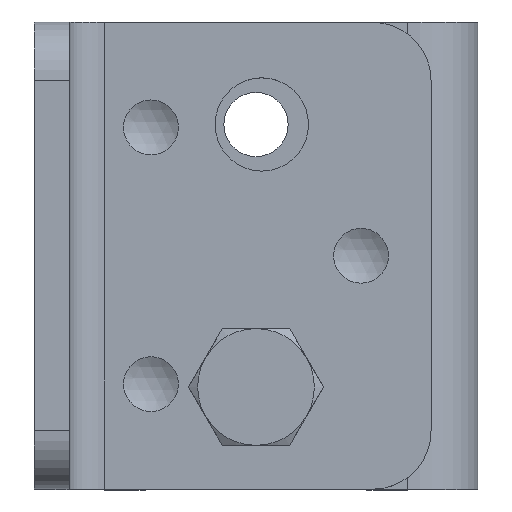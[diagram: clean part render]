
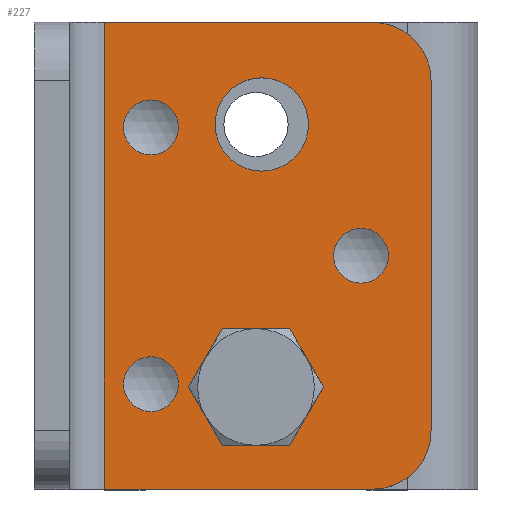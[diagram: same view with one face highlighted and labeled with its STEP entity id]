
A CAD part, top view. The second image highlights one B-rep face of the part: STEP entity #227.
In plain terms, the highlighted face is planar.
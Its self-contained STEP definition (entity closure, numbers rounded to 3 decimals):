
#227=ADVANCED_FACE('',(#464,#465,#466,#467,#468,#469),#470,.F.);
#464=FACE_OUTER_BOUND('',#762,.T.);
#465=FACE_BOUND('',#763,.T.);
#466=FACE_BOUND('',#764,.T.);
#467=FACE_BOUND('',#765,.T.);
#468=FACE_BOUND('',#766,.T.);
#469=FACE_BOUND('',#767,.T.);
#470=PLANE('',#768);
#762=EDGE_LOOP('',(#1177,#1178,#1179,#1180,#1181,#1182));
#763=EDGE_LOOP('',(#1183));
#764=EDGE_LOOP('',(#1184));
#765=EDGE_LOOP('',(#1185));
#766=EDGE_LOOP('',(#1186));
#767=EDGE_LOOP('',(#1187));
#768=AXIS2_PLACEMENT_3D('',#1188,#1189,#1190);
#1177=ORIENTED_EDGE('',*,*,#1727,.T.);
#1178=ORIENTED_EDGE('',*,*,#1768,.T.);
#1179=ORIENTED_EDGE('',*,*,#1707,.T.);
#1180=ORIENTED_EDGE('',*,*,#1782,.F.);
#1181=ORIENTED_EDGE('',*,*,#1783,.F.);
#1182=ORIENTED_EDGE('',*,*,#1784,.T.);
#1183=ORIENTED_EDGE('',*,*,#1785,.T.);
#1184=ORIENTED_EDGE('',*,*,#1786,.T.);
#1185=ORIENTED_EDGE('',*,*,#1787,.T.);
#1186=ORIENTED_EDGE('',*,*,#1745,.F.);
#1187=ORIENTED_EDGE('',*,*,#1788,.F.);
#1188=CARTESIAN_POINT('',(6.,3.,20.));
#1189=DIRECTION('',(0.,-1.,0.));
#1190=DIRECTION('',(0.,0.,-1.));
#1707=EDGE_CURVE('',#2010,#2011,#2012,.T.);
#1727=EDGE_CURVE('',#2047,#2045,#2048,.T.);
#1745=EDGE_CURVE('',#2076,#2076,#2077,.T.);
#1768=EDGE_CURVE('',#2045,#2010,#2111,.T.);
#1782=EDGE_CURVE('',#2129,#2011,#2130,.T.);
#1783=EDGE_CURVE('',#2131,#2129,#2132,.T.);
#1784=EDGE_CURVE('',#2131,#2047,#2133,.T.);
#1785=EDGE_CURVE('',#2134,#2134,#2135,.T.);
#1786=EDGE_CURVE('',#2136,#2136,#2137,.T.);
#1787=EDGE_CURVE('',#2138,#2138,#2139,.T.);
#1788=EDGE_CURVE('',#2140,#2140,#2141,.T.);
#2010=VERTEX_POINT('',#2477);
#2011=VERTEX_POINT('',#2478);
#2012=LINE('',#2479,#2480);
#2045=VERTEX_POINT('',#2524);
#2047=VERTEX_POINT('',#2527);
#2048=LINE('',#2528,#2529);
#2076=VERTEX_POINT('',#2576);
#2077=CIRCLE('',#2577,4.);
#2111=CIRCLE('',#2617,5.);
#2129=VERTEX_POINT('',#2639);
#2130=LINE('',#2640,#2641);
#2131=VERTEX_POINT('',#2642);
#2132=LINE('',#2643,#2644);
#2133=CIRCLE('',#2645,5.);
#2134=VERTEX_POINT('',#2646);
#2135=CIRCLE('',#2647,2.35);
#2136=VERTEX_POINT('',#2648);
#2137=CIRCLE('',#2649,2.35);
#2138=VERTEX_POINT('',#2650);
#2139=CIRCLE('',#2651,2.35);
#2140=VERTEX_POINT('',#2652);
#2141=CIRCLE('',#2653,4.);
#2477=CARTESIAN_POINT('',(29.,3.,-20.));
#2478=CARTESIAN_POINT('',(6.,3.,-20.));
#2479=CARTESIAN_POINT('',(6.,3.,-20.));
#2480=VECTOR('',#2950,1.);
#2524=CARTESIAN_POINT('',(34.,3.,-15.));
#2527=CARTESIAN_POINT('',(34.,3.,15.));
#2528=CARTESIAN_POINT('',(34.,3.,20.));
#2529=VECTOR('',#2975,1.);
#2576=CARTESIAN_POINT('',(19.5,3.,7.25));
#2577=AXIS2_PLACEMENT_3D('',#2991,#2992,#2993);
#2617=AXIS2_PLACEMENT_3D('',#3033,#3034,#3035);
#2639=CARTESIAN_POINT('',(6.,3.,20.));
#2640=CARTESIAN_POINT('',(6.,3.,20.));
#2641=VECTOR('',#3052,1.);
#2642=CARTESIAN_POINT('',(29.,3.,20.));
#2643=CARTESIAN_POINT('',(6.,3.,20.));
#2644=VECTOR('',#3053,1.);
#2645=AXIS2_PLACEMENT_3D('',#3054,#3055,#3056);
#2646=CARTESIAN_POINT('',(12.35,3.,11.));
#2647=AXIS2_PLACEMENT_3D('',#3057,#3058,#3059);
#2648=CARTESIAN_POINT('',(12.35,3.,-11.));
#2649=AXIS2_PLACEMENT_3D('',#3060,#3061,#3062);
#2650=CARTESIAN_POINT('',(30.35,3.,0.));
#2651=AXIS2_PLACEMENT_3D('',#3063,#3064,#3065);
#2652=CARTESIAN_POINT('',(19.5,3.,-7.25));
#2653=AXIS2_PLACEMENT_3D('',#3066,#3067,#3068);
#2950=DIRECTION('',(-1.,0.,0.));
#2975=DIRECTION('',(0.,0.,-1.));
#2991=CARTESIAN_POINT('',(19.5,3.,11.25));
#2992=DIRECTION('',(0.,1.,0.));
#2993=DIRECTION('',(0.,0.,-1.));
#3033=CARTESIAN_POINT('',(29.,3.,-15.));
#3034=DIRECTION('',(0.,1.,0.));
#3035=DIRECTION('',(0.,0.,-1.));
#3052=DIRECTION('',(0.,0.,-1.));
#3053=DIRECTION('',(-1.,0.,0.));
#3054=CARTESIAN_POINT('',(29.,3.,15.));
#3055=DIRECTION('',(0.,1.,0.));
#3056=DIRECTION('',(0.,0.,-1.));
#3057=CARTESIAN_POINT('',(10.,3.,11.));
#3058=DIRECTION('',(0.,-1.,0.));
#3059=DIRECTION('',(1.,0.,0.));
#3060=CARTESIAN_POINT('',(10.,3.,-11.));
#3061=DIRECTION('',(0.,-1.,0.));
#3062=DIRECTION('',(1.,0.,0.));
#3063=CARTESIAN_POINT('',(28.,3.,0.));
#3064=DIRECTION('',(0.,-1.,0.));
#3065=DIRECTION('',(1.,0.,0.));
#3066=CARTESIAN_POINT('',(19.5,3.,-11.25));
#3067=DIRECTION('',(0.,1.,0.));
#3068=DIRECTION('',(0.,0.,1.));
